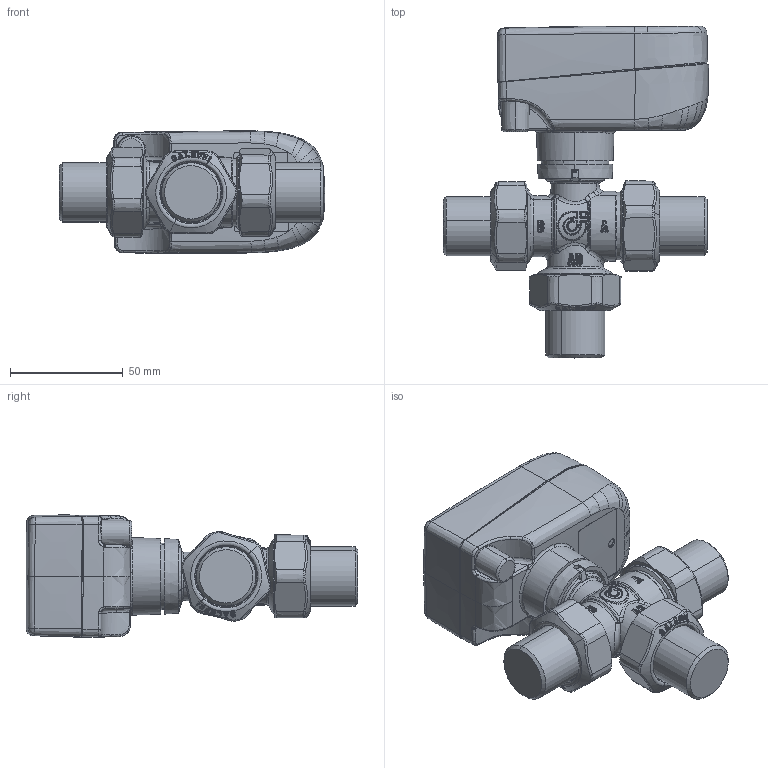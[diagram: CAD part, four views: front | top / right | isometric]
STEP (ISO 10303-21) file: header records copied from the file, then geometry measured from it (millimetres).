
FILE_DESCRIPTION(('CATIA V5 STEP Exchange','CAx-IF Rec.Pracs.--- Model Styling and Organization---1.5--- 2016-08-15','CAx-IF Rec.Pracs.---Supplemental Geometry---1.0---2011-11-01','CAx-IF Rec.Pracs.--- Composite Materials ---3.4---2017-06-13','CAx-IF Rec.Pracs.---Tessellated 3D Geometry---1.0---2015-12-17'),'2;1');
FILE_NAME('STEP_644356_-_TST.stp','2024-05-27T15:10:14+00:00',('none'),('none'),'CATIA Version 5-6 Release 2020 SP5','CATIA V5 STEP AP242 v2','none');
FILE_SCHEMA(('AP242_MANAGED_MODEL_BASED_3D_ENGINEERING_MIM_LF {1 0 10303 442 1 1 4}'));
Products named in the file (1): 644356 - TST
Bounding box: 117.69 x 147.31 x 54.34 mm (x, y, z)
Volume: 348904.8 mm3; surface area: 51797 mm2
Topology: 1 solids, 8 shells, 2678 faces, 6462 edges, 3598 vertices
Faces by surface type: bspline 1852, sphere 251, cylinder 227, plane 155, cone 143, torus 35, revolution 15
Entity records: 156407 total; most frequent: CARTESIAN_POINT 113331, ORIENTED_EDGE 12440, EDGE_CURVE 6220, B_SPLINE_CURVE_WITH_KNOTS 4766, VERTEX_POINT 3598, EDGE_LOOP 2730, ADVANCED_FACE 2678, FACE_OUTER_BOUND 2678
